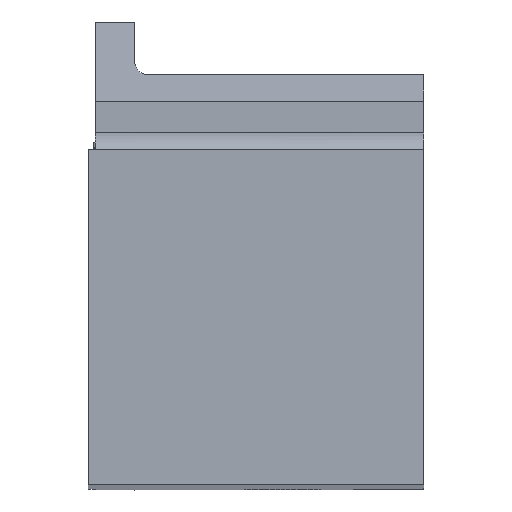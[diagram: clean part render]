
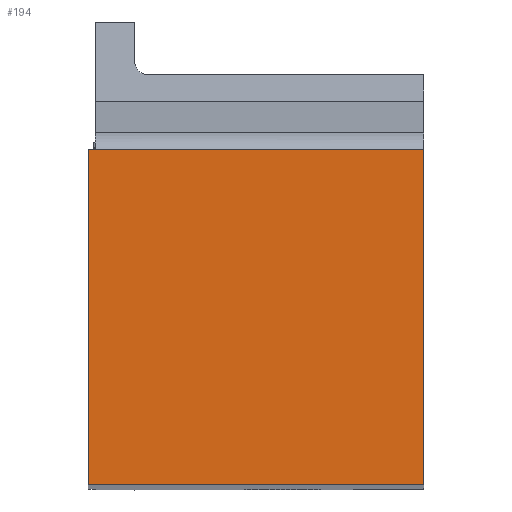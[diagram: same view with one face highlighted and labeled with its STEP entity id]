
A CAD part, top view. The second image highlights one B-rep face of the part: STEP entity #194.
In plain terms, the highlighted planar face has unit normal (0, 0, 1).
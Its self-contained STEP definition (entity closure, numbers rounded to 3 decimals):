
#194=ADVANCED_FACE('',(#376),#297,.T.);
#297=PLANE('',#2848);
#376=FACE_OUTER_BOUND('',#506,.T.);
#506=EDGE_LOOP('',(#896,#897,#898,#899));
#896=ORIENTED_EDGE('',*,*,#1772,.F.);
#897=ORIENTED_EDGE('',*,*,#1775,.F.);
#898=ORIENTED_EDGE('',*,*,#1713,.T.);
#899=ORIENTED_EDGE('',*,*,#1711,.F.);
#1422=VERTEX_POINT('',#4541);
#1423=VERTEX_POINT('',#4543);
#1424=VERTEX_POINT('',#4547);
#1472=VERTEX_POINT('',#4708);
#1711=EDGE_CURVE('',#1422,#1423,#2325,.T.);
#1713=EDGE_CURVE('',#1424,#1423,#2327,.T.);
#1772=EDGE_CURVE('',#1472,#1422,#2359,.T.);
#1775=EDGE_CURVE('',#1424,#1472,#2360,.T.);
#2325=LINE('',#4542,#2532);
#2327=LINE('',#4546,#2534);
#2359=LINE('',#4709,#2566);
#2360=LINE('',#4715,#2567);
#2532=VECTOR('',#3187,1.);
#2534=VECTOR('',#3191,1.);
#2566=VECTOR('',#3291,1.);
#2567=VECTOR('',#3298,1.);
#2848=AXIS2_PLACEMENT_3D('',#4716,#3299,#3300);
#3187=DIRECTION('',(0.,1.,0.));
#3191=DIRECTION('',(-1.,0.,0.));
#3291=DIRECTION('',(-1.,0.,0.));
#3298=DIRECTION('',(0.,-1.,0.));
#3299=DIRECTION('',(0.,0.,1.));
#3300=DIRECTION('',(-1.,0.,0.));
#4541=CARTESIAN_POINT('',(-12.7,0.,0.));
#4542=CARTESIAN_POINT('',(-12.7,0.,0.));
#4543=CARTESIAN_POINT('',(-12.7,12.7,0.));
#4546=CARTESIAN_POINT('',(0.,12.7,0.));
#4547=CARTESIAN_POINT('',(0.,12.7,0.));
#4708=CARTESIAN_POINT('',(0.,0.,0.));
#4709=CARTESIAN_POINT('',(0.,0.,0.));
#4715=CARTESIAN_POINT('',(0.,12.7,0.));
#4716=CARTESIAN_POINT('',(-6.35,6.35,0.));
